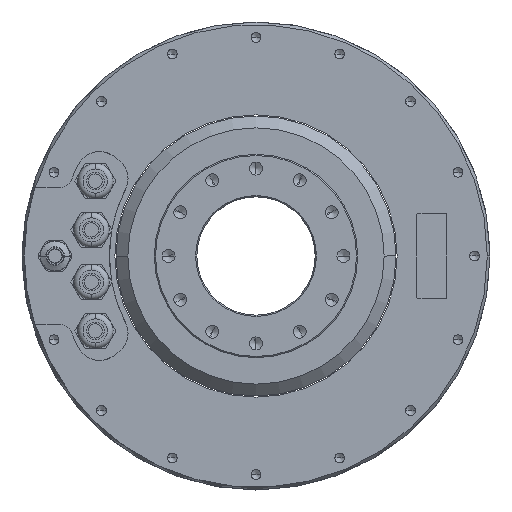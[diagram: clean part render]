
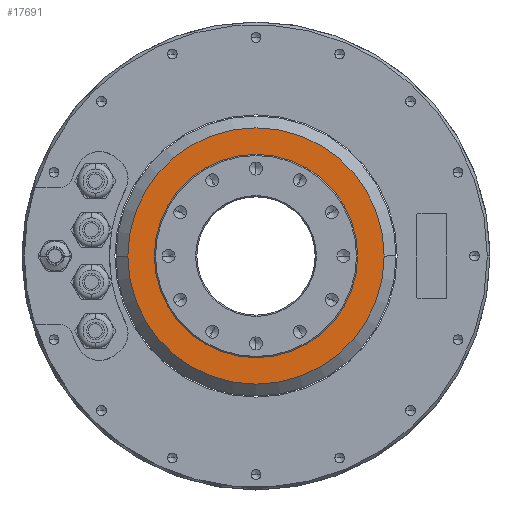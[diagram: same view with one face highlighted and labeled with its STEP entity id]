
A CAD part, left-side view. The second image highlights one B-rep face of the part: STEP entity #17691.
In plain terms, the highlighted planar face has unit normal (-1, 0, 0).
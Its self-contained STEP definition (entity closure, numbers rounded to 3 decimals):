
#16795=CARTESIAN_POINT('',(-34.,0.,0.));
#16796=DIRECTION('',(1.,0.,0.));
#16797=DIRECTION('',(0.,1.,0.));
#16798=AXIS2_PLACEMENT_3D('',#16795,#16796,#16797);
#16800=CARTESIAN_POINT('',(-34.,0.,0.));
#16801=DIRECTION('',(1.,0.,0.));
#16802=DIRECTION('',(0.,-1.,0.));
#16803=AXIS2_PLACEMENT_3D('',#16800,#16801,#16802);
#16805=CARTESIAN_POINT('',(-34.,0.,0.));
#16806=DIRECTION('',(-1.,0.,0.));
#16807=DIRECTION('',(0.,-1.,0.));
#16808=AXIS2_PLACEMENT_3D('',#16805,#16806,#16807);
#16810=CARTESIAN_POINT('',(-34.,0.,0.));
#16811=DIRECTION('',(-1.,0.,0.));
#16812=DIRECTION('',(0.,1.,0.));
#16813=AXIS2_PLACEMENT_3D('',#16810,#16811,#16812);
#17403=CARTESIAN_POINT('',(-34.,-43.,0.));
#17404=CARTESIAN_POINT('',(-34.,43.,0.));
#17405=VERTEX_POINT('',#17403);
#17406=VERTEX_POINT('',#17404);
#17407=CARTESIAN_POINT('',(-34.,54.225,0.));
#17408=CARTESIAN_POINT('',(-34.,-54.225,0.));
#17409=VERTEX_POINT('',#17407);
#17410=VERTEX_POINT('',#17408);
#17675=CARTESIAN_POINT('',(-34.,0.,0.));
#17676=DIRECTION('',(1.,0.,0.));
#17677=DIRECTION('',(0.,-1.,0.));
#17678=AXIS2_PLACEMENT_3D('',#17675,#17676,#17677);
#17679=PLANE('',#17678);
#17681=ORIENTED_EDGE('',*,*,#17680,.T.);
#17683=ORIENTED_EDGE('',*,*,#17682,.T.);
#17684=EDGE_LOOP('',(#17681,#17683));
#17685=FACE_OUTER_BOUND('',#17684,.F.);
#17686=ORIENTED_EDGE('',*,*,#17664,.T.);
#17688=ORIENTED_EDGE('',*,*,#17687,.T.);
#17689=EDGE_LOOP('',(#17686,#17688));
#17690=FACE_BOUND('',#17689,.F.);
#16799=CIRCLE('',#16798,54.225);
#16804=CIRCLE('',#16803,54.225);
#16809=CIRCLE('',#16808,43.);
#16814=CIRCLE('',#16813,43.);
#17664=EDGE_CURVE('',#17405,#17406,#16809,.T.);
#17680=EDGE_CURVE('',#17409,#17410,#16799,.T.);
#17682=EDGE_CURVE('',#17410,#17409,#16804,.T.);
#17687=EDGE_CURVE('',#17406,#17405,#16814,.T.);
#17691=ADVANCED_FACE('',(#17685,#17690),#17679,.F.);
